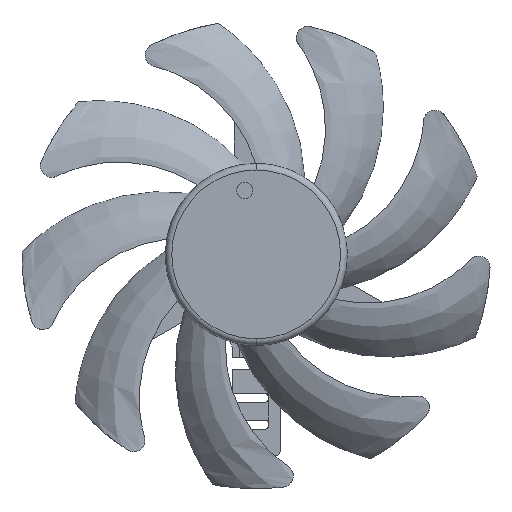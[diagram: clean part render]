
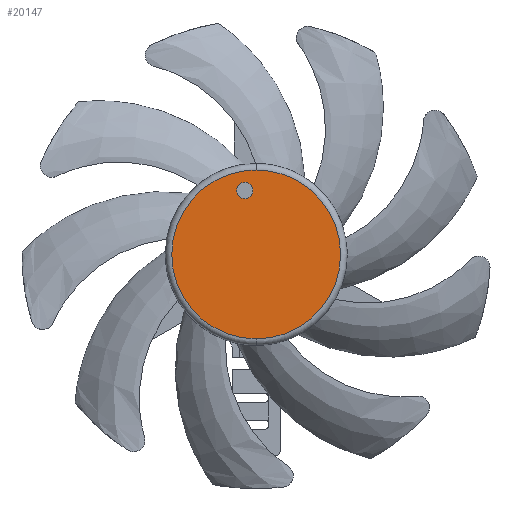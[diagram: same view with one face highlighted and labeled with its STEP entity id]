
A CAD part, top view. The second image highlights one B-rep face of the part: STEP entity #20147.
In plain terms, the highlighted face is planar.
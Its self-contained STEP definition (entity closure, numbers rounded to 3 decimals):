
#14601=CARTESIAN_POINT('',(0.,7.9,15.5));
#14635=CARTESIAN_POINT('',(0.,7.9,0.));
#14636=DIRECTION('',(0.,-1.,0.));
#14637=DIRECTION('',(0.,0.,1.));
#14638=AXIS2_PLACEMENT_3D('',#14635,#14636,#14637);
#14640=CARTESIAN_POINT('',(0.,7.9,0.));
#14641=DIRECTION('',(0.,-1.,0.));
#14642=DIRECTION('',(0.,0.,-1.));
#14643=AXIS2_PLACEMENT_3D('',#14640,#14641,#14642);
#14645=CARTESIAN_POINT('',(2.1,7.9,11.75));
#14646=DIRECTION('',(0.,1.,0.));
#14647=DIRECTION('',(-1.,0.,0.));
#14648=AXIS2_PLACEMENT_3D('',#14645,#14646,#14647);
#14650=CARTESIAN_POINT('',(2.1,7.9,11.75));
#14651=DIRECTION('',(0.,1.,0.));
#14652=DIRECTION('',(1.,0.,0.));
#14653=AXIS2_PLACEMENT_3D('',#14650,#14651,#14652);
#15696=VERTEX_POINT('',#14601);
#15697=CARTESIAN_POINT('',(0.,7.9,-15.5));
#15698=VERTEX_POINT('',#15697);
#15957=CARTESIAN_POINT('',(0.6,7.9,11.75));
#15958=CARTESIAN_POINT('',(3.6,7.9,11.75));
#15959=VERTEX_POINT('',#15957);
#15960=VERTEX_POINT('',#15958);
#20132=CARTESIAN_POINT('',(0.,7.9,0.));
#20133=DIRECTION('',(0.,1.,0.));
#20134=DIRECTION('',(0.,0.,1.));
#20135=AXIS2_PLACEMENT_3D('',#20132,#20133,#20134);
#20136=PLANE('',#20135);
#20137=ORIENTED_EDGE('',*,*,#20127,.T.);
#20138=ORIENTED_EDGE('',*,*,#17224,.T.);
#20139=EDGE_LOOP('',(#20137,#20138));
#20140=FACE_OUTER_BOUND('',#20139,.F.);
#20142=ORIENTED_EDGE('',*,*,#20141,.T.);
#20144=ORIENTED_EDGE('',*,*,#20143,.T.);
#20145=EDGE_LOOP('',(#20142,#20144));
#20146=FACE_BOUND('',#20145,.F.);
#14639=CIRCLE('',#14638,15.5);
#14644=CIRCLE('',#14643,15.5);
#14649=CIRCLE('',#14648,1.5);
#14654=CIRCLE('',#14653,1.5);
#17224=EDGE_CURVE('',#15698,#15696,#14644,.T.);
#20127=EDGE_CURVE('',#15696,#15698,#14639,.T.);
#20141=EDGE_CURVE('',#15959,#15960,#14649,.T.);
#20143=EDGE_CURVE('',#15960,#15959,#14654,.T.);
#20147=ADVANCED_FACE('',(#20140,#20146),#20136,.T.);
